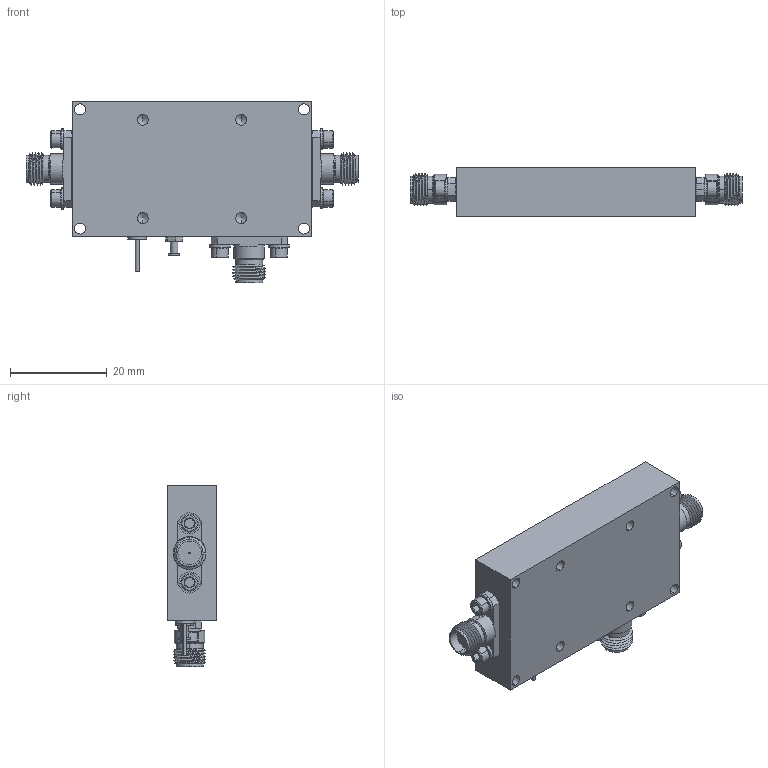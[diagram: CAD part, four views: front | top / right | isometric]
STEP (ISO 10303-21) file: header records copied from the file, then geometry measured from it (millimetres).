
FILE_DESCRIPTION (( 'STEP AP214' ), '1' );
FILE_NAME ('SR-SC.STEP', '2023-02-02T18:12:36', ( '' ), ( '' ), 'SwSTEP 2.0', 'SolidWorks 2021', '' );
FILE_SCHEMA (( 'AUTOMOTIVE_DESIGN' ));
Length unit declared in the file: inch
Products named in the file (1): SR-SC
Bounding box: 68.58 x 10.16 x 37.47 mm (x, y, z)
Volume: 14839.4 mm3; surface area: 9421.7 mm2
Topology: 23 solids, 23 shells, 519 faces, 1207 edges, 752 vertices
Faces by surface type: plane 228, cylinder 163, cone 116, torus 6, bspline 6
Entity records: 23639 total; most frequent: CARTESIAN_POINT 4797, DIRECTION 2511, ORIENTED_EDGE 2398, EDGE_CURVE 1199, AXIS2_PLACEMENT_3D 966, VERTEX_POINT 752, EDGE_LOOP 589, VECTOR 579
